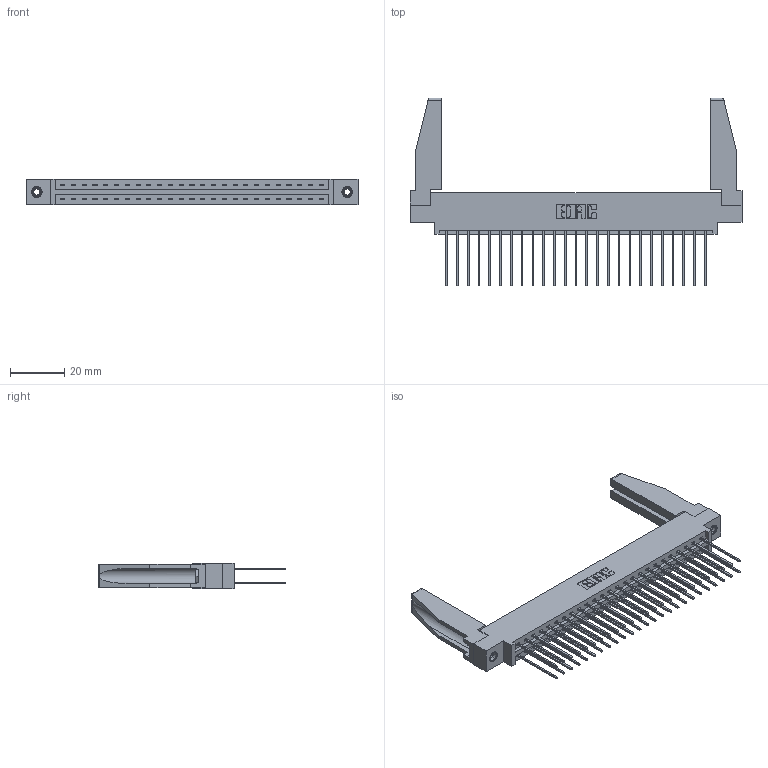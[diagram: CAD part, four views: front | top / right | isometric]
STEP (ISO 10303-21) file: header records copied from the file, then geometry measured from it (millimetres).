
FILE_DESCRIPTION (( 'STEP AP203' ), '1' );
FILE_NAME ('337-050-541-878.STEP', '2019-10-11T17:36:32', ( '' ), ( '' ), 'SwSTEP 2.0', 'SolidWorks 2016', '' );
FILE_SCHEMA (( 'CONFIG_CONTROL_DESIGN' ));
Length unit declared in the file: inch
Products named in the file (5): 337 Part_0.170 Offset - 0.156 Dia-TI; 337-050-541-878; 345-250-001_345-250-001-102; 307-220-078; 345-292-001_345-293-141
Assembly tree (55 placements, depth 2):
  337-050-541-878
    337 Part_0.170 Offset - 0.156 Dia-TI
    345-292-001_345-293-141  x50
    345-250-001_345-250-001-102  x2
    307-220-078  x2
Bounding box: 122.07 x 69.09 x 9.4 mm (x, y, z)
Volume: 16801.3 mm3; surface area: 19692.6 mm2
Topology: 55 solids, 55 shells, 2948 faces, 8703 edges, 5726 vertices
Faces by surface type: plane 2058, cylinder 874, cone 12, torus 4
Entity records: 24172 total; most frequent: CARTESIAN_POINT 4088, ORIENTED_EDGE 3980, DIRECTION 3514, EDGE_CURVE 1990, LINE 1824, VECTOR 1824, VERTEX_POINT 1320, AXIS2_PLACEMENT_3D 845
